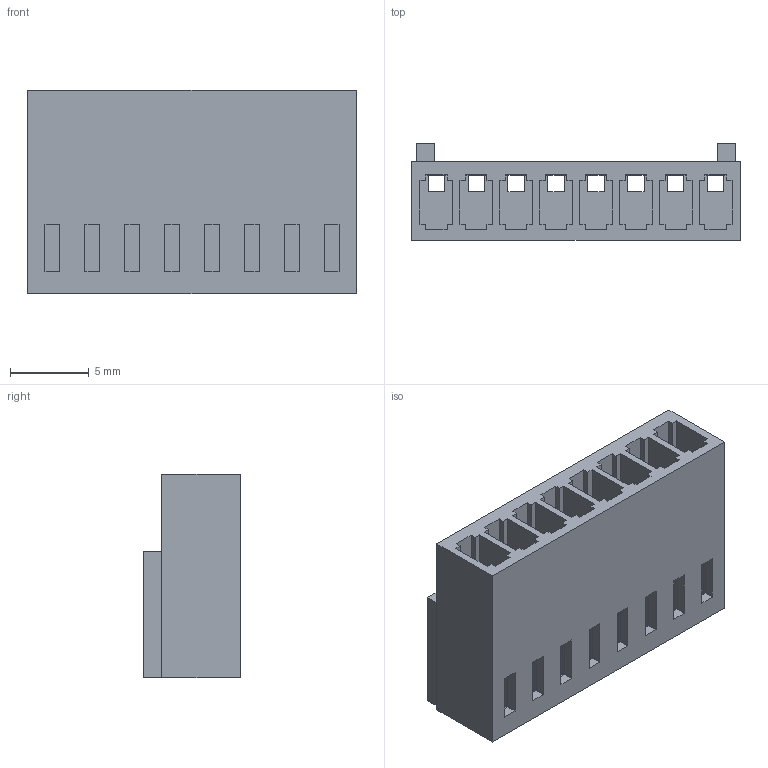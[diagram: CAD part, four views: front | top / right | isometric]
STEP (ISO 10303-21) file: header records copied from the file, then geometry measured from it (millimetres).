
FILE_DESCRIPTION (( 'STEP AP214' ), '1' );
FILE_NAME ('CI32 8 PIN FEMALE_.STEP', '2017-09-07T07:15:46', ( '' ), ( '' ), 'SwSTEP 2.0', 'SolidWorks 2014', '' );
FILE_SCHEMA (( 'AUTOMOTIVE_DESIGN' ));
Length unit declared in the file: millimetre
Products named in the file (1): CI32 8 PIN FEMALE_
Bounding box: 20.9 x 6.15 x 12.95 mm (x, y, z)
Volume: 682.9 mm3; surface area: 2016.4 mm2
Topology: 1 solids, 1 shells, 206 faces, 580 edges, 376 vertices
Faces by surface type: plane 206
Entity records: 6566 total; most frequent: CARTESIAN_POINT 1163, ORIENTED_EDGE 1160, DIRECTION 994, LINE 580, EDGE_CURVE 580, VECTOR 580, VERTEX_POINT 376, EDGE_LOOP 238
